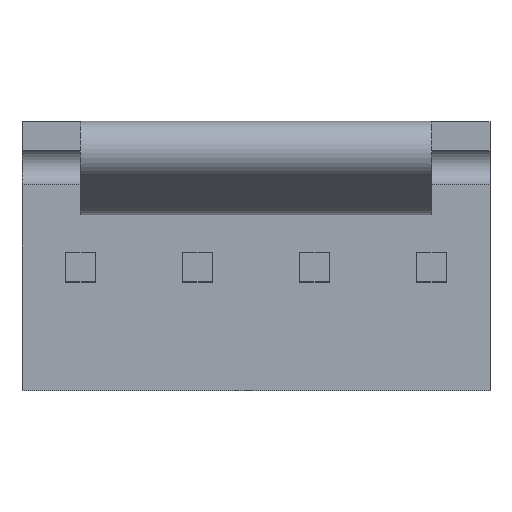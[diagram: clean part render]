
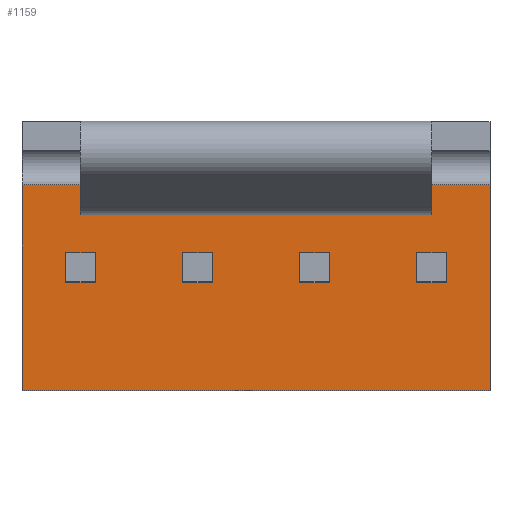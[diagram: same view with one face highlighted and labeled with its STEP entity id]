
A CAD part, top view. The second image highlights one B-rep face of the part: STEP entity #1159.
In plain terms, the highlighted planar face has unit normal (0, 0, 1).
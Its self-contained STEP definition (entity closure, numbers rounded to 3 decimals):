
#89=DIRECTION('',(0.,-1.,0.));
#90=VECTOR('',#89,4.47);
#91=CARTESIAN_POINT('',(-5.08,1.359,0.));
#92=LINE('',#91,#90);
#235=DIRECTION('',(1.,0.,0.));
#236=VECTOR('',#235,10.16);
#237=CARTESIAN_POINT('',(-5.08,-3.112,0.));
#238=LINE('',#237,#236);
#239=DIRECTION('',(1.,0.,0.));
#240=VECTOR('',#239,10.16);
#241=CARTESIAN_POINT('',(-5.08,1.359,0.));
#242=LINE('',#241,#240);
#243=DIRECTION('',(0.,1.,0.));
#244=VECTOR('',#243,0.635);
#245=CARTESIAN_POINT('',(3.493,-0.762,0.));
#246=LINE('',#245,#244);
#247=DIRECTION('',(1.,0.,0.));
#248=VECTOR('',#247,0.635);
#249=CARTESIAN_POINT('',(3.493,-0.762,0.));
#250=LINE('',#249,#248);
#251=DIRECTION('',(0.,1.,0.));
#252=VECTOR('',#251,0.635);
#253=CARTESIAN_POINT('',(4.128,-0.762,0.));
#254=LINE('',#253,#252);
#255=DIRECTION('',(1.,0.,0.));
#256=VECTOR('',#255,0.635);
#257=CARTESIAN_POINT('',(3.493,-0.127,0.));
#258=LINE('',#257,#256);
#259=DIRECTION('',(0.,1.,0.));
#260=VECTOR('',#259,0.635);
#261=CARTESIAN_POINT('',(0.953,-0.762,0.));
#262=LINE('',#261,#260);
#263=DIRECTION('',(1.,0.,0.));
#264=VECTOR('',#263,0.635);
#265=CARTESIAN_POINT('',(0.953,-0.762,0.));
#266=LINE('',#265,#264);
#267=DIRECTION('',(0.,1.,0.));
#268=VECTOR('',#267,0.635);
#269=CARTESIAN_POINT('',(1.588,-0.762,0.));
#270=LINE('',#269,#268);
#271=DIRECTION('',(1.,0.,0.));
#272=VECTOR('',#271,0.635);
#273=CARTESIAN_POINT('',(0.953,-0.127,0.));
#274=LINE('',#273,#272);
#275=DIRECTION('',(0.,1.,0.));
#276=VECTOR('',#275,0.635);
#277=CARTESIAN_POINT('',(-1.588,-0.762,0.));
#278=LINE('',#277,#276);
#279=DIRECTION('',(1.,0.,0.));
#280=VECTOR('',#279,0.635);
#281=CARTESIAN_POINT('',(-1.588,-0.762,0.));
#282=LINE('',#281,#280);
#283=DIRECTION('',(0.,1.,0.));
#284=VECTOR('',#283,0.635);
#285=CARTESIAN_POINT('',(-0.953,-0.762,0.));
#286=LINE('',#285,#284);
#287=DIRECTION('',(1.,0.,0.));
#288=VECTOR('',#287,0.635);
#289=CARTESIAN_POINT('',(-1.588,-0.127,0.));
#290=LINE('',#289,#288);
#291=DIRECTION('',(0.,1.,0.));
#292=VECTOR('',#291,0.635);
#293=CARTESIAN_POINT('',(-4.128,-0.762,0.));
#294=LINE('',#293,#292);
#295=DIRECTION('',(1.,0.,0.));
#296=VECTOR('',#295,0.635);
#297=CARTESIAN_POINT('',(-4.128,-0.762,0.));
#298=LINE('',#297,#296);
#299=DIRECTION('',(0.,1.,0.));
#300=VECTOR('',#299,0.635);
#301=CARTESIAN_POINT('',(-3.493,-0.762,0.));
#302=LINE('',#301,#300);
#303=DIRECTION('',(1.,0.,0.));
#304=VECTOR('',#303,0.635);
#305=CARTESIAN_POINT('',(-4.128,-0.127,0.));
#306=LINE('',#305,#304);
#421=DIRECTION('',(0.,-1.,0.));
#422=VECTOR('',#421,4.47);
#423=CARTESIAN_POINT('',(5.08,1.359,0.));
#424=LINE('',#423,#422);
#694=CARTESIAN_POINT('',(-5.08,1.359,0.));
#695=CARTESIAN_POINT('',(-5.08,-3.112,0.));
#696=VERTEX_POINT('',#694);
#697=VERTEX_POINT('',#695);
#700=CARTESIAN_POINT('',(5.08,1.359,0.));
#701=CARTESIAN_POINT('',(5.08,-3.112,0.));
#702=VERTEX_POINT('',#700);
#703=VERTEX_POINT('',#701);
#726=CARTESIAN_POINT('',(3.493,-0.762,0.));
#727=CARTESIAN_POINT('',(3.493,-0.127,0.));
#728=VERTEX_POINT('',#726);
#729=VERTEX_POINT('',#727);
#730=CARTESIAN_POINT('',(4.128,-0.762,0.));
#731=CARTESIAN_POINT('',(4.128,-0.127,0.));
#732=VERTEX_POINT('',#730);
#733=VERTEX_POINT('',#731);
#774=CARTESIAN_POINT('',(0.953,-0.762,0.));
#775=CARTESIAN_POINT('',(0.953,-0.127,0.));
#776=VERTEX_POINT('',#774);
#777=VERTEX_POINT('',#775);
#778=CARTESIAN_POINT('',(1.588,-0.762,0.));
#779=CARTESIAN_POINT('',(1.588,-0.127,0.));
#780=VERTEX_POINT('',#778);
#781=VERTEX_POINT('',#779);
#850=CARTESIAN_POINT('',(-1.588,-0.762,0.));
#851=CARTESIAN_POINT('',(-1.588,-0.127,0.));
#852=VERTEX_POINT('',#850);
#853=VERTEX_POINT('',#851);
#854=CARTESIAN_POINT('',(-0.953,-0.762,0.));
#855=CARTESIAN_POINT('',(-0.953,-0.127,0.));
#856=VERTEX_POINT('',#854);
#857=VERTEX_POINT('',#855);
#882=CARTESIAN_POINT('',(-4.128,-0.762,0.));
#883=CARTESIAN_POINT('',(-4.128,-0.127,0.));
#884=VERTEX_POINT('',#882);
#885=VERTEX_POINT('',#883);
#886=CARTESIAN_POINT('',(-3.493,-0.762,0.));
#887=CARTESIAN_POINT('',(-3.493,-0.127,0.));
#888=VERTEX_POINT('',#886);
#889=VERTEX_POINT('',#887);
#1106=CARTESIAN_POINT('',(-5.08,1.359,0.));
#1107=DIRECTION('',(0.,0.,1.));
#1108=DIRECTION('',(0.,-1.,0.));
#1109=AXIS2_PLACEMENT_3D('',#1106,#1107,#1108);
#1110=PLANE('',#1109);
#1111=ORIENTED_EDGE('',*,*,#911,.F.);
#1113=ORIENTED_EDGE('',*,*,#1112,.T.);
#1115=ORIENTED_EDGE('',*,*,#1114,.T.);
#1116=ORIENTED_EDGE('',*,*,#1098,.F.);
#1117=EDGE_LOOP('',(#1111,#1113,#1115,#1116));
#1118=FACE_OUTER_BOUND('',#1117,.F.);
#1120=ORIENTED_EDGE('',*,*,#1119,.F.);
#1122=ORIENTED_EDGE('',*,*,#1121,.T.);
#1124=ORIENTED_EDGE('',*,*,#1123,.T.);
#1126=ORIENTED_EDGE('',*,*,#1125,.F.);
#1127=EDGE_LOOP('',(#1120,#1122,#1124,#1126));
#1128=FACE_BOUND('',#1127,.F.);
#1130=ORIENTED_EDGE('',*,*,#1129,.F.);
#1132=ORIENTED_EDGE('',*,*,#1131,.T.);
#1134=ORIENTED_EDGE('',*,*,#1133,.T.);
#1136=ORIENTED_EDGE('',*,*,#1135,.F.);
#1137=EDGE_LOOP('',(#1130,#1132,#1134,#1136));
#1138=FACE_BOUND('',#1137,.F.);
#1140=ORIENTED_EDGE('',*,*,#1139,.F.);
#1142=ORIENTED_EDGE('',*,*,#1141,.T.);
#1144=ORIENTED_EDGE('',*,*,#1143,.T.);
#1146=ORIENTED_EDGE('',*,*,#1145,.F.);
#1147=EDGE_LOOP('',(#1140,#1142,#1144,#1146));
#1148=FACE_BOUND('',#1147,.F.);
#1150=ORIENTED_EDGE('',*,*,#1149,.F.);
#1152=ORIENTED_EDGE('',*,*,#1151,.T.);
#1154=ORIENTED_EDGE('',*,*,#1153,.T.);
#1156=ORIENTED_EDGE('',*,*,#1155,.F.);
#1157=EDGE_LOOP('',(#1150,#1152,#1154,#1156));
#1158=FACE_BOUND('',#1157,.F.);
#1159=ADVANCED_FACE('',(#1118,#1128,#1138,#1148,#1158),#1110,.T.);
#911=EDGE_CURVE('',#696,#697,#92,.T.);
#1098=EDGE_CURVE('',#697,#703,#238,.T.);
#1112=EDGE_CURVE('',#696,#702,#242,.T.);
#1114=EDGE_CURVE('',#702,#703,#424,.T.);
#1119=EDGE_CURVE('',#728,#729,#246,.T.);
#1121=EDGE_CURVE('',#728,#732,#250,.T.);
#1123=EDGE_CURVE('',#732,#733,#254,.T.);
#1125=EDGE_CURVE('',#729,#733,#258,.T.);
#1129=EDGE_CURVE('',#776,#777,#262,.T.);
#1131=EDGE_CURVE('',#776,#780,#266,.T.);
#1133=EDGE_CURVE('',#780,#781,#270,.T.);
#1135=EDGE_CURVE('',#777,#781,#274,.T.);
#1139=EDGE_CURVE('',#852,#853,#278,.T.);
#1141=EDGE_CURVE('',#852,#856,#282,.T.);
#1143=EDGE_CURVE('',#856,#857,#286,.T.);
#1145=EDGE_CURVE('',#853,#857,#290,.T.);
#1149=EDGE_CURVE('',#884,#885,#294,.T.);
#1151=EDGE_CURVE('',#884,#888,#298,.T.);
#1153=EDGE_CURVE('',#888,#889,#302,.T.);
#1155=EDGE_CURVE('',#885,#889,#306,.T.);
